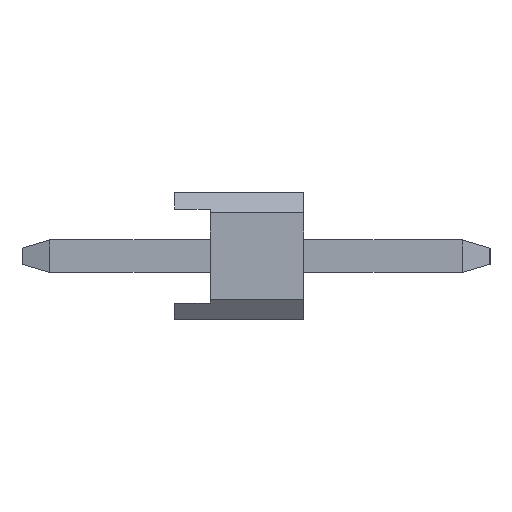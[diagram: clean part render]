
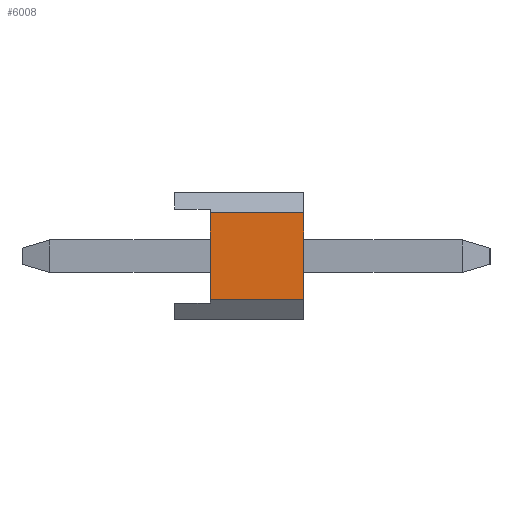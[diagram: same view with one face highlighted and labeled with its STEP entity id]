
A CAD part, left-side view. The second image highlights one B-rep face of the part: STEP entity #6008.
In plain terms, the highlighted planar face has unit normal (-1, 0, 0).
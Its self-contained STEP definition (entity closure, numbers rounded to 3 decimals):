
#2626=VERTEX_POINT('',#7267);
#2910=VERTEX_POINT('',#7587);
#4446=EDGE_CURVE('',#2626,#4792,#9286,.T.);
#4792=VERTEX_POINT('',#9661);
#4938=EDGE_CURVE('',#6508,#2910,#9820,.T.);
#5048=EDGE_CURVE('',#2626,#2910,#9944,.T.);
#5410=EDGE_CURVE('',#4792,#6508,#10340,.T.);
#6008=ADVANCED_FACE('',(#10994),#10995,.T.);
#6508=VERTEX_POINT('',#11562);
#7267=CARTESIAN_POINT('',(-18.95,-0.7,0.851));
#7587=CARTESIAN_POINT('',(-18.95,-2.54,0.851));
#9286=LINE('',#15398,#15399);
#9661=CARTESIAN_POINT('',(-18.95,-0.7,-0.851));
#9820=LINE('',#16190,#16191);
#9944=LINE('',#16366,#16367);
#10340=LINE('',#16934,#16935);
#10994=FACE_OUTER_BOUND('',#17871,.T.);
#10995=PLANE('',#17872);
#11562=CARTESIAN_POINT('',(-18.95,-2.54,-0.851));
#15398=CARTESIAN_POINT('',(-18.95,-0.7,-0.426));
#15399=VECTOR('',#21744,1.0);
#16190=CARTESIAN_POINT('',(-18.95,-2.54,0.851));
#16191=VECTOR('',#22223,1.0);
#16366=CARTESIAN_POINT('',(-18.95,0.,0.851));
#16367=VECTOR('',#22363,1.0);
#16934=CARTESIAN_POINT('',(-18.95,0.,-0.851));
#16935=VECTOR('',#22727,1.0);
#17871=EDGE_LOOP('',(#23328,#23329,#23330,#23331));
#17872=AXIS2_PLACEMENT_3D('',#23332,#23333,#23334);
#21744=DIRECTION('',(0.0,0.,-1.0));
#22223=DIRECTION('',(0.0,0.,1.0));
#22363=DIRECTION('',(0.0,-1.0,0.));
#22727=DIRECTION('',(0.0,-1.0,0.));
#23328=ORIENTED_EDGE('',*,*,#4446,.T.);
#23329=ORIENTED_EDGE('',*,*,#5410,.T.);
#23330=ORIENTED_EDGE('',*,*,#4938,.T.);
#23331=ORIENTED_EDGE('',*,*,#5048,.F.);
#23332=CARTESIAN_POINT('',(-18.95,0.,-0.851));
#23333=DIRECTION('',(-1.0,0.0,0.0));
#23334=DIRECTION('',(0.0,0.,-1.0));
